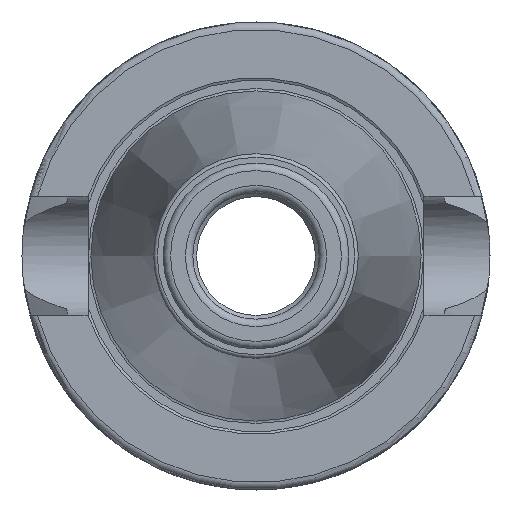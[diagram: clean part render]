
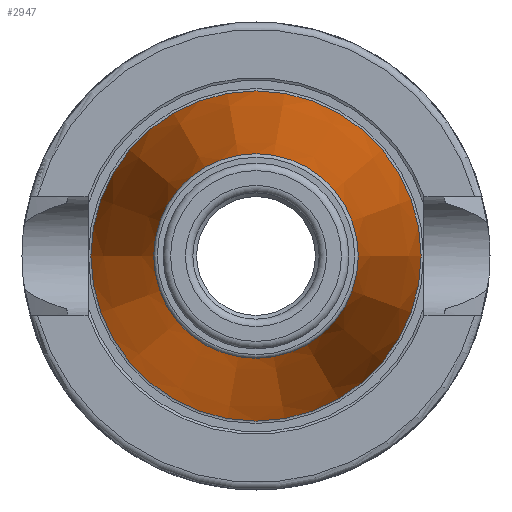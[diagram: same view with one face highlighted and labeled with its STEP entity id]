
A CAD part, left-side view. The second image highlights one B-rep face of the part: STEP entity #2947.
In plain terms, the highlighted conical face has half-angle 8.297 degrees and reference radius 17.998 mm.
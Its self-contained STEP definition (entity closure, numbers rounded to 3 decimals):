
#1555=CARTESIAN_POINT('',(0.,22.225,0.0));
#1556=VERTEX_POINT('',#1555);
#1557=CARTESIAN_POINT('',(0.,0.0,0.0));
#1558=DIRECTION('',(1.0,0.0,0.0));
#1559=DIRECTION('',(0.0,1.0,0.0));
#1560=AXIS2_PLACEMENT_3D('',#1557,#1558,#1559);
#1561=CIRCLE('',#1560,22.225);
#1562=EDGE_CURVE('',#1556,#1556,#1561,.T.);
#2921=CARTESIAN_POINT('',(-57.972,13.771,0.0));
#2922=VERTEX_POINT('',#2921);
#2923=CARTESIAN_POINT('',(-57.972,0.0,0.0));
#2924=DIRECTION('',(1.0,0.0,0.0));
#2925=DIRECTION('',(0.0,1.0,0.0));
#2926=AXIS2_PLACEMENT_3D('',#2923,#2924,#2925);
#2927=CIRCLE('',#2926,13.771);
#2928=EDGE_CURVE('',#2922,#2922,#2927,.T.);
#2936=CARTESIAN_POINT('',(-28.986,0.0,0.0));
#2937=DIRECTION('',(1.0,0.0,0.0));
#2938=DIRECTION('',(0.0,1.0,0.0));
#2939=AXIS2_PLACEMENT_3D('',#2936,#2937,#2938);
#2940=CONICAL_SURFACE('',#2939,17.998,8.297);
#2941=ORIENTED_EDGE('',*,*,#1562,.F.);
#2942=EDGE_LOOP('',(#2941));
#2943=FACE_OUTER_BOUND('',#2942,.T.);
#2944=ORIENTED_EDGE('',*,*,#2928,.T.);
#2945=EDGE_LOOP('',(#2944));
#2946=FACE_BOUND('',#2945,.T.);
#2947=ADVANCED_FACE('',(#2943,#2946),#2940,.T.);
